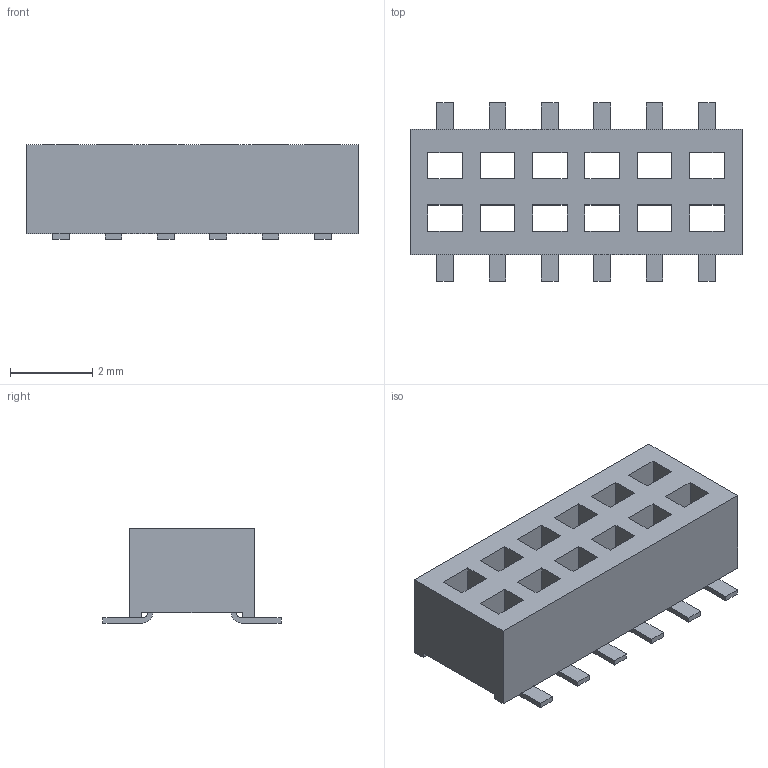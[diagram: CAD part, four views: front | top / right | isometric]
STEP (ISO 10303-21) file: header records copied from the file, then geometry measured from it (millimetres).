
FILE_DESCRIPTION(('FreeCAD Model'),'2;1');
FILE_NAME('Open CASCADE Shape Model','2025-01-12T20:22:44',(''),(''), 'Open CASCADE STEP processor 7.8','FreeCAD','Unknown');
FILE_SCHEMA(('AUTOMOTIVE_DESIGN { 1 0 10303 214 1 1 1 1 }'));
Length unit declared in the file: millimetre
Products named in the file (3): C-106-22-1-G-06-BE_Pin001; CLP-106-2-G-D-BETRM; C-106-22-1-G-06-BE_Pin
Bounding box: 8.05 x 4.32 x 2.29 mm (x, y, z)
Volume: 38.7 mm3; surface area: 183.6 mm2
Topology: 3 solids, 3 shells, 158 faces, 456 edges, 304 vertices
Faces by surface type: plane 134, cylinder 24
Entity records: 5234 total; most frequent: CARTESIAN_POINT 919, ORIENTED_EDGE 912, DIRECTION 822, EDGE_CURVE 456, LINE 408, VECTOR 408, VERTEX_POINT 304, AXIS2_PLACEMENT_3D 207
